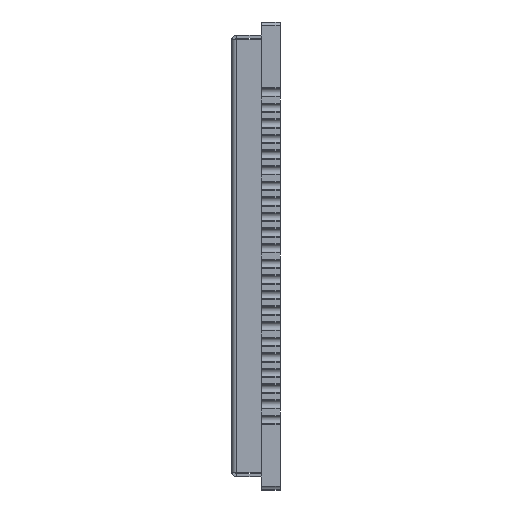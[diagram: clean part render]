
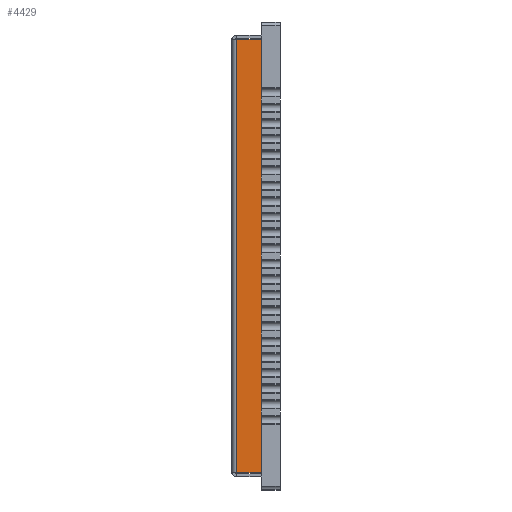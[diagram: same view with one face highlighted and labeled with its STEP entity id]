
A CAD part, left-side view. The second image highlights one B-rep face of the part: STEP entity #4429.
In plain terms, the highlighted planar face has unit normal (-1, 0, 0).
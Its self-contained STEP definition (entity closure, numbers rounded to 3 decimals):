
#2007 = EDGE_CURVE ( 'NONE', #29611, #28037, #57214, .T. ) ;
#4214 = CARTESIAN_POINT ( 'NONE',  ( -14.15, 2.8, -13.879 ) ) ;
#4429 = ADVANCED_FACE ( 'NONE', ( #32733 ), #55726, .F. ) ;
#6719 = VERTEX_POINT ( 'NONE', #47026 ) ;
#6789 = VERTEX_POINT ( 'NONE', #9503 ) ;
#8021 = DIRECTION ( 'NONE',  ( 0., -1., 0. ) ) ;
#9503 = CARTESIAN_POINT ( 'NONE',  ( -14.15, 1.2, 13.879 ) ) ;
#13504 = CARTESIAN_POINT ( 'NONE',  ( -14.15, 2.8, 14.15 ) ) ;
#18598 = CARTESIAN_POINT ( 'NONE',  ( -14.15, 0., 0. ) ) ;
#19574 = ORIENTED_EDGE ( 'NONE', *, *, #2007, .T. ) ;
#20540 = CARTESIAN_POINT ( 'NONE',  ( -14.15, 1.2, -13.879 ) ) ;
#25950 = ORIENTED_EDGE ( 'NONE', *, *, #30886, .F. ) ;
#28037 = VERTEX_POINT ( 'NONE', #20540 ) ;
#29611 = VERTEX_POINT ( 'NONE', #4214 ) ;
#30013 = LINE ( 'NONE', #43801, #41079 ) ;
#30181 = EDGE_CURVE ( 'NONE', #29611, #6719, #52419, .T. ) ;
#30886 = EDGE_CURVE ( 'NONE', #6719, #6789, #57504, .T. ) ;
#31786 = CARTESIAN_POINT ( 'NONE',  ( -14.15, 0., -13.879 ) ) ;
#32733 = FACE_OUTER_BOUND ( 'NONE', #55517, .T. ) ;
#32743 = VECTOR ( 'NONE', #60465, 1000. ) ;
#35201 = ORIENTED_EDGE ( 'NONE', *, *, #50268, .F. ) ;
#37795 = DIRECTION ( 'NONE',  ( 0., 1., 0. ) ) ;
#39215 = AXIS2_PLACEMENT_3D ( 'NONE', #18598, #56125, #37795 ) ;
#39540 = DIRECTION ( 'NONE',  ( 0., 0., -1. ) ) ;
#41079 = VECTOR ( 'NONE', #39540, 1000. ) ;
#43801 = CARTESIAN_POINT ( 'NONE',  ( -14.15, 1.2, 14.15 ) ) ;
#45101 = VECTOR ( 'NONE', #8021, 1000. ) ;
#45896 = DIRECTION ( 'NONE',  ( 0., -1., 0. ) ) ;
#47026 = CARTESIAN_POINT ( 'NONE',  ( -14.15, 2.8, 13.879 ) ) ;
#49147 = CARTESIAN_POINT ( 'NONE',  ( -14.15, 2.9, 13.879 ) ) ;
#50268 = EDGE_CURVE ( 'NONE', #6789, #28037, #30013, .T. ) ;
#51720 = ORIENTED_EDGE ( 'NONE', *, *, #30181, .F. ) ;
#52419 = LINE ( 'NONE', #13504, #32743 ) ;
#55517 = EDGE_LOOP ( 'NONE', ( #51720, #19574, #35201, #25950 ) ) ;
#55726 = PLANE ( 'NONE',  #39215 ) ;
#56125 = DIRECTION ( 'NONE',  ( 1., 0., 0. ) ) ;
#56469 = VECTOR ( 'NONE', #45896, 1000. ) ;
#57214 = LINE ( 'NONE', #31786, #56469 ) ;
#57504 = LINE ( 'NONE', #49147, #45101 ) ;
#60465 = DIRECTION ( 'NONE',  ( 0., 0., 1. ) ) ;
